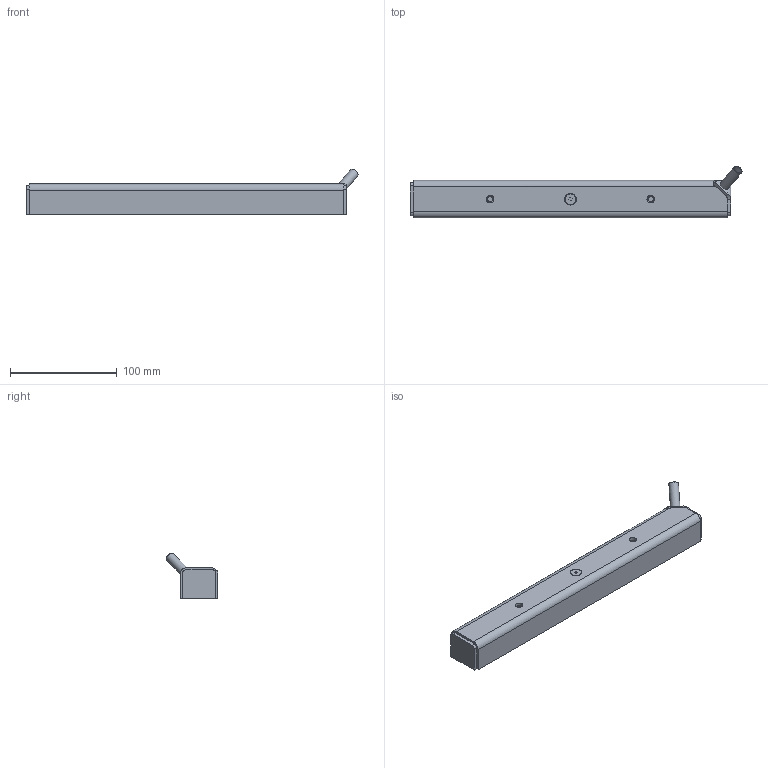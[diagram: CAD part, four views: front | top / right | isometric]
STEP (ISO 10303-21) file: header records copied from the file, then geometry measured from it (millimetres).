
FILE_DESCRIPTION(/* description */ (''),/* implementation_level */ '2;1');
FILE_NAME(/* name */ 'EHKAD03000 - Customer.stp',/* time_stamp */ '2014-02-24T13:36:24+01:00',/* author */ ('bs'),/* organization */ (''),/* preprocessor_version */ 'ST-DEVELOPER v15.2',/* originating_system */ 'Autodesk Inventor 2014',/* authorisation */ '');
FILE_SCHEMA (('AUTOMOTIVE_DESIGN { 1 0 10303 214 3 1 1 }'));
Length unit declared in the file: millimetre
Products named in the file (1): EHKAD03000 - Customer
Bounding box: 310.31 x 48.53 x 42.54 mm (x, y, z)
Volume: 292904.3 mm3; surface area: 51101.9 mm2
Topology: 1 solids, 2 shells, 134 faces, 337 edges, 220 vertices
Faces by surface type: plane 86, cylinder 37, bspline 8, cone 2, torus 1
Full cylindrical faces by diameter (mm): 4.917 x2, 5 x1, 6 x1, 7 x2, 7.5 x1, 9 x1, 10 x1
Entity records: 4881 total; most frequent: CARTESIAN_POINT 1596, ORIENTED_EDGE 636, DIRECTION 622, EDGE_CURVE 317, VERTEX_POINT 212, LINE 208, VECTOR 208, AXIS2_PLACEMENT_3D 207
